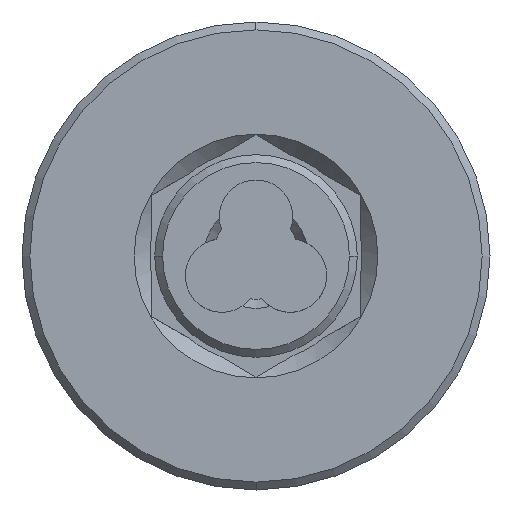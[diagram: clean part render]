
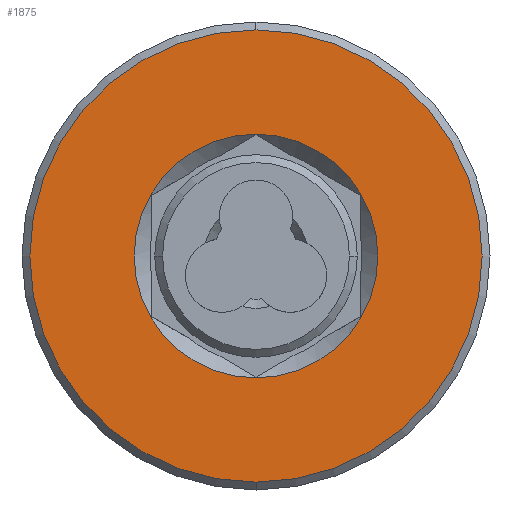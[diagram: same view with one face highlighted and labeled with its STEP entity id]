
A CAD part, left-side view. The second image highlights one B-rep face of the part: STEP entity #1875.
In plain terms, the highlighted planar face has unit normal (-1, 0, 0).
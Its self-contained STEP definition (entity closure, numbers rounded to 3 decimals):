
#110 = AXIS2_PLACEMENT_3D ( 'NONE', #3787, #3697, #3912 ) ;
#134 = FACE_BOUND ( 'NONE', #3200, .T. ) ;
#140 = FACE_OUTER_BOUND ( 'NONE', #3163, .T. ) ;
#377 = AXIS2_PLACEMENT_3D ( 'NONE', #1929, #2273, #2468 ) ;
#444 = AXIS2_PLACEMENT_3D ( 'NONE', #3796, #3767, #3892 ) ;
#474 = EDGE_CURVE ( 'NONE', #4778, #4756, #4377, .T. ) ;
#528 = AXIS2_PLACEMENT_3D ( 'NONE', #2300, #2214, #2211 ) ;
#643 = AXIS2_PLACEMENT_3D ( 'NONE', #714, #699, #719 ) ;
#644 = EDGE_CURVE ( 'NONE', #4573, #4740, #1666, .T. ) ;
#699 = DIRECTION ( 'NONE',  ( -1., 0., 0. ) ) ;
#714 = CARTESIAN_POINT ( 'NONE',  ( 0., 0., 0. ) ) ;
#719 = DIRECTION ( 'NONE',  ( 0., 0., 1. ) ) ;
#1540 = ORIENTED_EDGE ( 'NONE', *, *, #4298, .T. ) ;
#1602 = ORIENTED_EDGE ( 'NONE', *, *, #644, .T. ) ;
#1666 = CIRCLE ( 'NONE', #528, 8.63 ) ;
#1875 = ADVANCED_FACE ( 'NONE', ( #140, #134 ), #2131, .T. ) ;
#1929 = CARTESIAN_POINT ( 'NONE',  ( 0., 0., 0. ) ) ;
#2131 = PLANE ( 'NONE',  #377 ) ;
#2211 = DIRECTION ( 'NONE',  ( 0., 0., 1. ) ) ;
#2214 = DIRECTION ( 'NONE',  ( -1., 0., 0. ) ) ;
#2273 = DIRECTION ( 'NONE',  ( -1., 0., 0. ) ) ;
#2300 = CARTESIAN_POINT ( 'NONE',  ( 0., 0., 0. ) ) ;
#2468 = DIRECTION ( 'NONE',  ( 0., 0., 1. ) ) ;
#2856 = ORIENTED_EDGE ( 'NONE', *, *, #474, .F. ) ;
#2951 = CIRCLE ( 'NONE', #444, 4.65 ) ;
#3042 = CIRCLE ( 'NONE', #110, 8.63 ) ;
#3163 = EDGE_LOOP ( 'NONE', ( #1540, #1602 ) ) ;
#3200 = EDGE_LOOP ( 'NONE', ( #2856, #3940 ) ) ;
#3697 = DIRECTION ( 'NONE',  ( -1., 0., 0. ) ) ;
#3767 = DIRECTION ( 'NONE',  ( -1., 0., 0. ) ) ;
#3787 = CARTESIAN_POINT ( 'NONE',  ( 0., 0., 0. ) ) ;
#3796 = CARTESIAN_POINT ( 'NONE',  ( 0., 0., 0. ) ) ;
#3892 = DIRECTION ( 'NONE',  ( 0., 0., 1. ) ) ;
#3912 = DIRECTION ( 'NONE',  ( 0., 0., 1. ) ) ;
#3940 = ORIENTED_EDGE ( 'NONE', *, *, #4094, .F. ) ;
#4094 = EDGE_CURVE ( 'NONE', #4756, #4778, #2951, .T. ) ;
#4298 = EDGE_CURVE ( 'NONE', #4740, #4573, #3042, .T. ) ;
#4377 = CIRCLE ( 'NONE', #643, 4.65 ) ;
#4573 = VERTEX_POINT ( 'NONE', #4894 ) ;
#4740 = VERTEX_POINT ( 'NONE', #5020 ) ;
#4756 = VERTEX_POINT ( 'NONE', #5011 ) ;
#4778 = VERTEX_POINT ( 'NONE', #4962 ) ;
#4894 = CARTESIAN_POINT ( 'NONE',  ( 0., 0., 8.63 ) ) ;
#4962 = CARTESIAN_POINT ( 'NONE',  ( 0., 0., 4.65 ) ) ;
#5011 = CARTESIAN_POINT ( 'NONE',  ( 0., 0., -4.65 ) ) ;
#5020 = CARTESIAN_POINT ( 'NONE',  ( 0., 0., -8.63 ) ) ;
